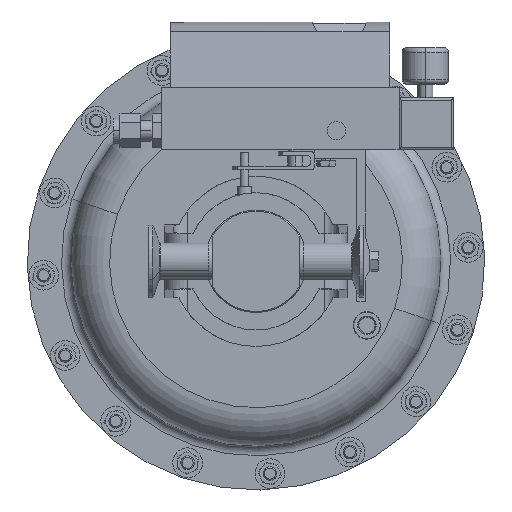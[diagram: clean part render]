
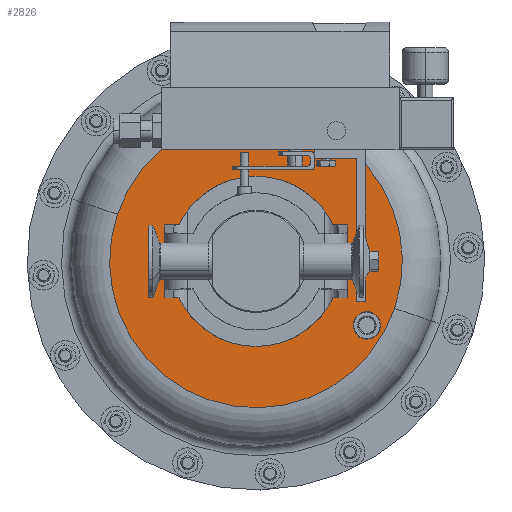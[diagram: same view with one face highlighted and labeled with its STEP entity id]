
A CAD part, front view. The second image highlights one B-rep face of the part: STEP entity #2826.
In plain terms, the highlighted planar face has unit normal (0, -1, 0).
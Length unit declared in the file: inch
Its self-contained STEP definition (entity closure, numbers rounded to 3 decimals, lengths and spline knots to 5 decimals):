
#137 = VERTEX_POINT ( 'NONE', #36861 ) ;
#637 = CARTESIAN_POINT ( 'NONE',  ( -1.28576, 10.4865, -3.78772 ) ) ;
#2826 = ADVANCED_FACE ( 'NONE', ( #22559, #37481, #12112 ), #29539, .T. ) ;
#3448 = CIRCLE ( 'NONE', #9736, 0.375 ) ;
#3488 = CIRCLE ( 'NONE', #21522, 2.325 ) ;
#3564 = VERTEX_POINT ( 'NONE', #29309 ) ;
#4940 = VERTEX_POINT ( 'NONE', #29396 ) ;
#5539 = DIRECTION ( 'NONE',  ( 0.249, 0., -0.969 ) ) ;
#6395 = AXIS2_PLACEMENT_3D ( 'NONE', #637, #34499, #20676 ) ;
#6680 = DIRECTION ( 'NONE',  ( 0., 0., -1. ) ) ;
#6809 = CARTESIAN_POINT ( 'NONE',  ( 0., 10.4865, 0. ) ) ;
#7546 = CIRCLE ( 'NONE', #16074, 0.375 ) ;
#7934 = EDGE_LOOP ( 'NONE', ( #28675, #7994 ) ) ;
#7994 = ORIENTED_EDGE ( 'NONE', *, *, #26278, .F. ) ;
#9625 = DIRECTION ( 'NONE',  ( 0., -1., 0. ) ) ;
#9736 = AXIS2_PLACEMENT_3D ( 'NONE', #14287, #16719, #14677 ) ;
#10633 = ORIENTED_EDGE ( 'NONE', *, *, #11374, .T. ) ;
#11334 = CIRCLE ( 'NONE', #35474, 4. ) ;
#11374 = EDGE_CURVE ( 'NONE', #137, #28090, #7546, .T. ) ;
#12112 = FACE_BOUND ( 'NONE', #26308, .T. ) ;
#13709 = CARTESIAN_POINT ( 'NONE',  ( 2.93778, 10.4865, -1.38679 ) ) ;
#14287 = CARTESIAN_POINT ( 'NONE',  ( 3.03109, 10.4865, -1.75 ) ) ;
#14677 = DIRECTION ( 'NONE',  ( 0.249, 0., -0.969 ) ) ;
#16074 = AXIS2_PLACEMENT_3D ( 'NONE', #32177, #23410, #5539 ) ;
#16719 = DIRECTION ( 'NONE',  ( 0., 1., 0. ) ) ;
#16837 = VERTEX_POINT ( 'NONE', #27157 ) ;
#17520 = CARTESIAN_POINT ( 'NONE',  ( 0., 10.4865, 0. ) ) ;
#17582 = ORIENTED_EDGE ( 'NONE', *, *, #28666, .T. ) ;
#18011 = DIRECTION ( 'NONE',  ( 0., 0., -1. ) ) ;
#20034 = VERTEX_POINT ( 'NONE', #37596 ) ;
#20437 = DIRECTION ( 'NONE',  ( 0.947, 0., -0.321 ) ) ;
#20676 = DIRECTION ( 'NONE',  ( -0.947, 0., 0.321 ) ) ;
#21288 = DIRECTION ( 'NONE',  ( 0., -1., 0. ) ) ;
#21369 = DIRECTION ( 'NONE',  ( 0.947, 0., -0.321 ) ) ;
#21522 = AXIS2_PLACEMENT_3D ( 'NONE', #27015, #9625, #18011 ) ;
#22171 = ORIENTED_EDGE ( 'NONE', *, *, #28248, .F. ) ;
#22559 = FACE_BOUND ( 'NONE', #34233, .T. ) ;
#22955 = AXIS2_PLACEMENT_3D ( 'NONE', #24408, #29848, #21369 ) ;
#23094 = EDGE_CURVE ( 'NONE', #16837, #20034, #25508, .T. ) ;
#23410 = DIRECTION ( 'NONE',  ( 0., 1., 0. ) ) ;
#24408 = CARTESIAN_POINT ( 'NONE',  ( 0., 10.4865, 0. ) ) ;
#25508 = CIRCLE ( 'NONE', #22955, 4. ) ;
#26095 = EDGE_CURVE ( 'NONE', #3564, #4940, #30847, .T. ) ;
#26278 = EDGE_CURVE ( 'NONE', #20034, #16837, #11334, .T. ) ;
#26308 = EDGE_LOOP ( 'NONE', ( #10633, #17582 ) ) ;
#27015 = CARTESIAN_POINT ( 'NONE',  ( 0., 10.4865, 0. ) ) ;
#27157 = CARTESIAN_POINT ( 'NONE',  ( 3.78772, 10.4865, -1.28576 ) ) ;
#28090 = VERTEX_POINT ( 'NONE', #13709 ) ;
#28248 = EDGE_CURVE ( 'NONE', #4940, #3564, #3488, .T. ) ;
#28666 = EDGE_CURVE ( 'NONE', #28090, #137, #3448, .T. ) ;
#28675 = ORIENTED_EDGE ( 'NONE', *, *, #23094, .F. ) ;
#29309 = CARTESIAN_POINT ( 'NONE',  ( 0., 10.4865, -2.325 ) ) ;
#29396 = CARTESIAN_POINT ( 'NONE',  ( 0., 10.4865, 2.325 ) ) ;
#29539 = PLANE ( 'NONE',  #6395 ) ;
#29848 = DIRECTION ( 'NONE',  ( 0., 1., 0. ) ) ;
#30847 = CIRCLE ( 'NONE', #34748, 2.325 ) ;
#32177 = CARTESIAN_POINT ( 'NONE',  ( 3.03109, 10.4865, -1.75 ) ) ;
#34233 = EDGE_LOOP ( 'NONE', ( #34443, #22171 ) ) ;
#34443 = ORIENTED_EDGE ( 'NONE', *, *, #26095, .F. ) ;
#34499 = DIRECTION ( 'NONE',  ( 0., -1., 0. ) ) ;
#34748 = AXIS2_PLACEMENT_3D ( 'NONE', #6809, #21288, #6680 ) ;
#35474 = AXIS2_PLACEMENT_3D ( 'NONE', #17520, #37531, #20437 ) ;
#36861 = CARTESIAN_POINT ( 'NONE',  ( 3.1244, 10.4865, -2.11321 ) ) ;
#37481 = FACE_OUTER_BOUND ( 'NONE', #7934, .T. ) ;
#37531 = DIRECTION ( 'NONE',  ( 0., 1., 0. ) ) ;
#37596 = CARTESIAN_POINT ( 'NONE',  ( -3.78772, 10.4865, 1.28576 ) ) ;
